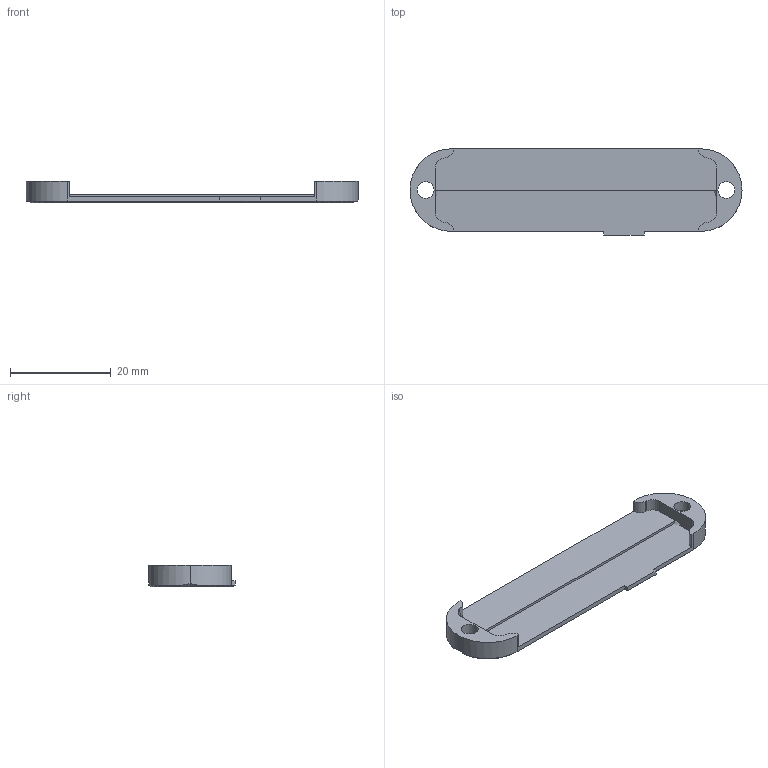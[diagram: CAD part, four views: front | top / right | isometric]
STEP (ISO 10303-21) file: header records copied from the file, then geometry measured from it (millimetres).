
FILE_DESCRIPTION (( 'STEP AP214' ), '1' );
FILE_NAME ('case_btm.STEP', '2023-07-16T07:59:56', ( '' ), ( '' ), 'SwSTEP 2.0', 'SolidWorks 2016', '' );
FILE_SCHEMA (( 'AUTOMOTIVE_DESIGN' ));
Length unit declared in the file: millimetre
Products named in the file (1): case_btm
Bounding box: 65.94 x 17.16 x 4.2 mm (x, y, z)
Volume: 1725.4 mm3; surface area: 2576.3 mm2
Topology: 1 solids, 1 shells, 47 faces, 128 edges, 81 vertices
Faces by surface type: plane 24, cylinder 15, cone 8
Entity records: 1531 total; most frequent: CARTESIAN_POINT 285, ORIENTED_EDGE 256, DIRECTION 255, EDGE_CURVE 128, AXIS2_PLACEMENT_3D 87, VERTEX_POINT 81, VECTOR 81, LINE 81
